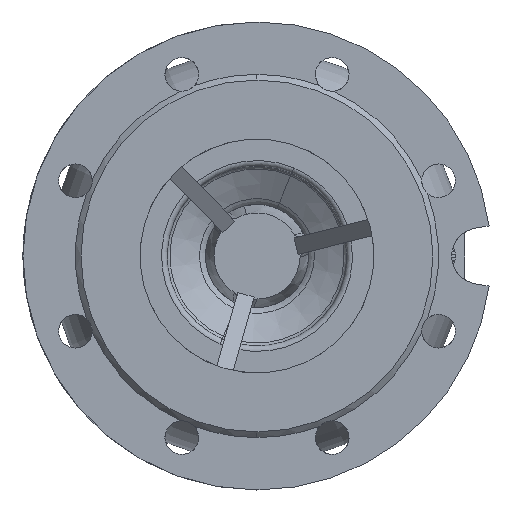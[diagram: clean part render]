
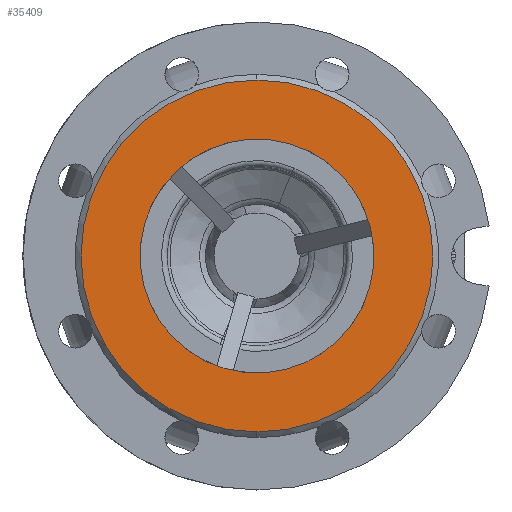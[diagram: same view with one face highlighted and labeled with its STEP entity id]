
A CAD part, left-side view. The second image highlights one B-rep face of the part: STEP entity #35409.
In plain terms, the highlighted planar face has unit normal (-1, 0, 0).
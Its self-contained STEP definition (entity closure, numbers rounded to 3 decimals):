
#8547 = DIRECTION ( 'NONE',  ( 0., 0., 1. ) ) ;
#8548 = DIRECTION ( 'NONE',  ( 1., 0., 0. ) ) ;
#8549 = CARTESIAN_POINT ( 'NONE',  ( -100., -80.25, 0. ) ) ;
#8551 = AXIS2_PLACEMENT_3D ( 'NONE', #8549, #8548, #8547 ) ;
#8609 = FACE_BOUND ( 'NONE', #35461, .T. ) ;
#8613 = PLANE ( 'NONE',  #8551 ) ;
#8642 = FACE_OUTER_BOUND ( 'NONE', #35566, .T. ) ;
#8815 = DIRECTION ( 'NONE',  ( 0., 0.97, -0.244 ) ) ;
#8816 = DIRECTION ( 'NONE',  ( -1., 0., 0. ) ) ;
#8819 = CIRCLE ( 'NONE', #8904, 62.5 ) ;
#8904 = AXIS2_PLACEMENT_3D ( 'NONE', #8963, #8816, #8815 ) ;
#8963 = CARTESIAN_POINT ( 'NONE',  ( -100., 0., 0. ) ) ;
#9979 = CIRCLE ( 'NONE', #9990, 94. ) ;
#9990 = AXIS2_PLACEMENT_3D ( 'NONE', #10089, #10088, #10087 ) ;
#10087 = DIRECTION ( 'NONE',  ( 0., 0., 1. ) ) ;
#10088 = DIRECTION ( 'NONE',  ( 1., 0., 0. ) ) ;
#10089 = CARTESIAN_POINT ( 'NONE',  ( -100., 0., 0. ) ) ;
#11363 = AXIS2_PLACEMENT_3D ( 'NONE', #11423, #11420, #11419 ) ;
#11419 = DIRECTION ( 'NONE',  ( 0., 0.97, -0.244 ) ) ;
#11420 = DIRECTION ( 'NONE',  ( -1., 0., 0. ) ) ;
#11423 = CARTESIAN_POINT ( 'NONE',  ( -100., 0., 0. ) ) ;
#11432 = CIRCLE ( 'NONE', #11363, 62.5 ) ;
#11487 = CARTESIAN_POINT ( 'NONE',  ( -100., 60.606, -15.27 ) ) ;
#11589 = CARTESIAN_POINT ( 'NONE',  ( -100., -60.606, 15.27 ) ) ;
#19251 = AXIS2_PLACEMENT_3D ( 'NONE', #19277, #19335, #19334 ) ;
#19277 = CARTESIAN_POINT ( 'NONE',  ( -100., 0., 0. ) ) ;
#19298 = CIRCLE ( 'NONE', #19251, 94. ) ;
#19332 = CARTESIAN_POINT ( 'NONE',  ( -100., 0., 94. ) ) ;
#19334 = DIRECTION ( 'NONE',  ( 0., 0., 1. ) ) ;
#19335 = DIRECTION ( 'NONE',  ( 1., 0., 0. ) ) ;
#19460 = CARTESIAN_POINT ( 'NONE',  ( -100., 0., -94. ) ) ;
#35409 = ADVANCED_FACE ( 'NONE', ( #8609, #8642 ), #8613, .F. ) ;
#35461 = EDGE_LOOP ( 'NONE', ( #35591, #35576 ) ) ;
#35550 = ORIENTED_EDGE ( 'NONE', *, *, #42670, .F. ) ;
#35556 = ORIENTED_EDGE ( 'NONE', *, *, #43590, .F. ) ;
#35566 = EDGE_LOOP ( 'NONE', ( #35556, #35550 ) ) ;
#35576 = ORIENTED_EDGE ( 'NONE', *, *, #43154, .F. ) ;
#35585 = EDGE_CURVE ( 'NONE', #43189, #43191, #8819, .T. ) ;
#35591 = ORIENTED_EDGE ( 'NONE', *, *, #35585, .F. ) ;
#42670 = EDGE_CURVE ( 'NONE', #43654, #43598, #9979, .T. ) ;
#43154 = EDGE_CURVE ( 'NONE', #43191, #43189, #11432, .T. ) ;
#43189 = VERTEX_POINT ( 'NONE', #11487 ) ;
#43191 = VERTEX_POINT ( 'NONE', #11589 ) ;
#43590 = EDGE_CURVE ( 'NONE', #43598, #43654, #19298, .T. ) ;
#43598 = VERTEX_POINT ( 'NONE', #19332 ) ;
#43654 = VERTEX_POINT ( 'NONE', #19460 ) ;
